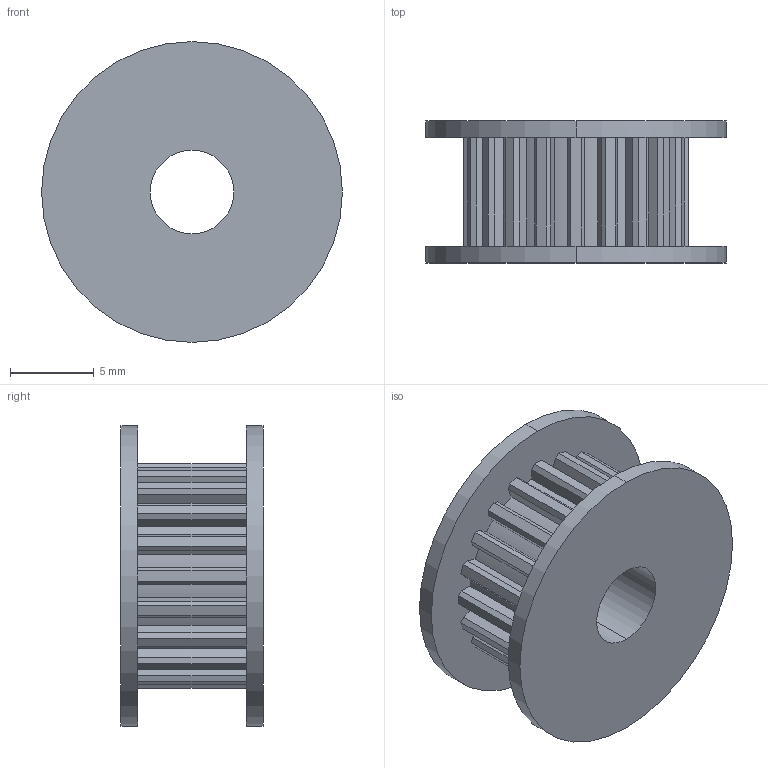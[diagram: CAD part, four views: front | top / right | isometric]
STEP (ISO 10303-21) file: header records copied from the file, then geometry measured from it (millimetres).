
FILE_DESCRIPTION (( 'STEP AP214' ), '1' );
FILE_NAME ('A856 仃桠 GT2-20-6, O 忄豚 5 祆 (麇痦).STEP', '2025-10-27T11:16:22', ( '' ), ( '' ), 'SwSTEP 2.0', 'SolidWorks 2025', '' );
FILE_SCHEMA (( 'AUTOMOTIVE_DESIGN' ));
Length unit declared in the file: millimetre
Products named in the file (1): A856 Шкив GT2-20-6, Ø вала 5 мм (черный)
Bounding box: 18 x 8.5 x 18 mm (x, y, z)
Volume: 1137.5 mm3; surface area: 1438.9 mm2
Topology: 1 solids, 1 shells, 130 faces, 378 edges, 252 vertices
Faces by surface type: plane 104, cylinder 26
Entity records: 4281 total; most frequent: CARTESIAN_POINT 761, ORIENTED_EDGE 756, DIRECTION 692, EDGE_CURVE 378, LINE 326, VECTOR 326, VERTEX_POINT 252, AXIS2_PLACEMENT_3D 183
